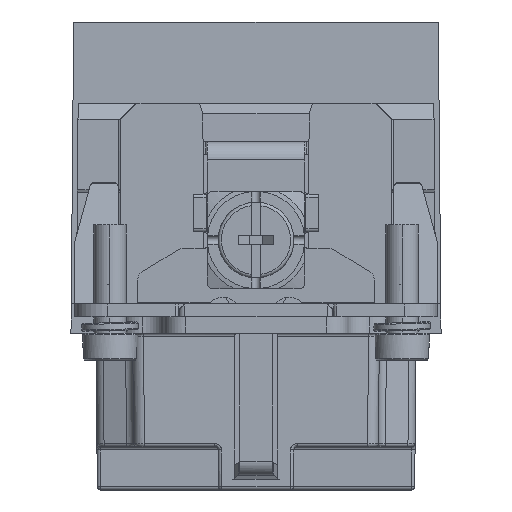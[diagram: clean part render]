
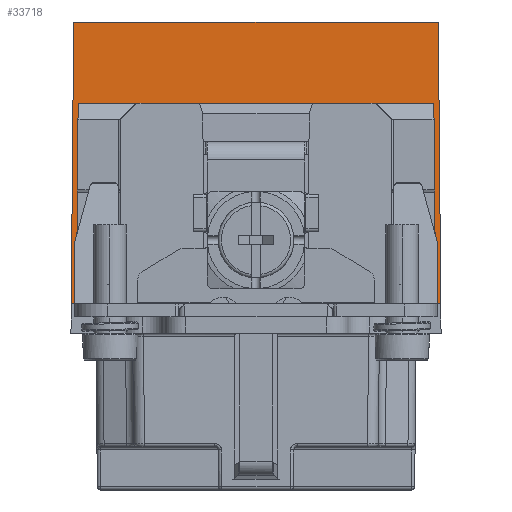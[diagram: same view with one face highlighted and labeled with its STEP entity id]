
A CAD part, left-side view. The second image highlights one B-rep face of the part: STEP entity #33718.
In plain terms, the highlighted planar face has unit normal (-1, 0, 0.009).
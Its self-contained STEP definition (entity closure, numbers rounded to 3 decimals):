
#1562=DIRECTION('',(0.009,0.009,1.));
#1563=VECTOR('',#1562,26.052);
#1564=CARTESIAN_POINT('',(-14.7,-17.076,-4.675));
#1565=LINE('',#1564,#1563);
#5304=DIRECTION('',(0.009,0.009,1.));
#5305=VECTOR('',#5304,18.551);
#5306=CARTESIAN_POINT('',(-14.7,-16.6,-4.675));
#5307=LINE('',#5306,#5305);
#5308=DIRECTION('',(0.,1.,0.));
#5309=VECTOR('',#5308,32.876);
#5310=CARTESIAN_POINT('',(-14.538,-16.438,13.875));
#5311=LINE('',#5310,#5309);
#5312=DIRECTION('',(0.009,-0.009,1.));
#5313=VECTOR('',#5312,26.052);
#5314=CARTESIAN_POINT('',(-14.7,17.076,-4.675));
#5315=LINE('',#5314,#5313);
#5316=DIRECTION('',(0.,-1.,0.));
#5317=VECTOR('',#5316,33.698);
#5318=CARTESIAN_POINT('',(-14.473,16.849,21.375));
#5319=LINE('',#5318,#5317);
#5332=DIRECTION('',(0.,-1.,0.));
#5333=VECTOR('',#5332,0.476);
#5334=CARTESIAN_POINT('',(-14.7,-16.6,-4.675));
#5335=LINE('',#5334,#5333);
#5344=DIRECTION('',(0.009,-0.009,1.));
#5345=VECTOR('',#5344,18.551);
#5346=CARTESIAN_POINT('',(-14.7,16.6,-4.675));
#5347=LINE('',#5346,#5345);
#5385=DIRECTION('',(0.,-1.,0.));
#5386=VECTOR('',#5385,0.476);
#5387=CARTESIAN_POINT('',(-14.7,17.076,-4.675));
#5388=LINE('',#5387,#5386);
#22478=CARTESIAN_POINT('',(-14.7,-17.076,-4.675));
#22479=VERTEX_POINT('',#22478);
#22480=CARTESIAN_POINT('',(-14.473,-16.849,21.375));
#22481=VERTEX_POINT('',#22480);
#23492=CARTESIAN_POINT('',(-14.538,-16.438,13.875));
#23493=VERTEX_POINT('',#23492);
#23494=CARTESIAN_POINT('',(-14.7,-16.6,-4.675));
#23495=VERTEX_POINT('',#23494);
#23503=CARTESIAN_POINT('',(-14.538,16.438,13.875));
#23504=VERTEX_POINT('',#23503);
#23633=CARTESIAN_POINT('',(-14.473,16.849,21.375));
#23634=VERTEX_POINT('',#23633);
#23635=CARTESIAN_POINT('',(-14.7,17.076,-4.675));
#23636=VERTEX_POINT('',#23635);
#23639=CARTESIAN_POINT('',(-14.7,16.6,-4.675));
#23640=VERTEX_POINT('',#23639);
#33700=CARTESIAN_POINT('',(-14.586,0.,8.35));
#33701=DIRECTION('',(1.,0.,-0.009));
#33702=DIRECTION('',(0.,-1.,0.));
#33703=AXIS2_PLACEMENT_3D('',#33700,#33701,#33702);
#33704=PLANE('',#33703);
#33705=ORIENTED_EDGE('',*,*,#29203,.F.);
#33707=ORIENTED_EDGE('',*,*,#33706,.F.);
#33708=ORIENTED_EDGE('',*,*,#33148,.T.);
#33709=ORIENTED_EDGE('',*,*,#33171,.T.);
#33711=ORIENTED_EDGE('',*,*,#33710,.F.);
#33713=ORIENTED_EDGE('',*,*,#33712,.F.);
#33714=ORIENTED_EDGE('',*,*,#33476,.T.);
#33715=ORIENTED_EDGE('',*,*,#33494,.T.);
#33716=EDGE_LOOP('',(#33705,#33707,#33708,#33709,#33711,#33713,#33714,#33715));
#33717=FACE_OUTER_BOUND('',#33716,.F.);
#33718=ADVANCED_FACE('',(#33717),#33704,.F.);
#29203=EDGE_CURVE('',#22479,#22481,#1565,.T.);
#33148=EDGE_CURVE('',#23495,#23493,#5307,.T.);
#33171=EDGE_CURVE('',#23493,#23504,#5311,.T.);
#33476=EDGE_CURVE('',#23636,#23634,#5315,.T.);
#33494=EDGE_CURVE('',#23634,#22481,#5319,.T.);
#33706=EDGE_CURVE('',#23495,#22479,#5335,.T.);
#33710=EDGE_CURVE('',#23640,#23504,#5347,.T.);
#33712=EDGE_CURVE('',#23636,#23640,#5388,.T.);
